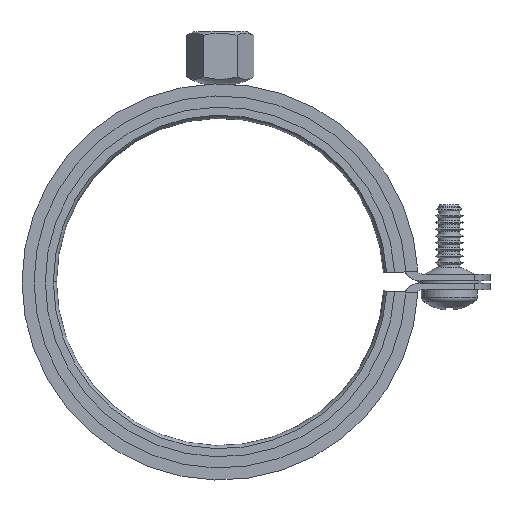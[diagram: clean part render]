
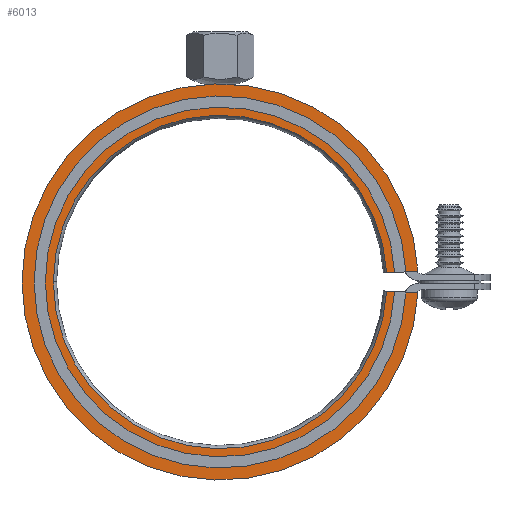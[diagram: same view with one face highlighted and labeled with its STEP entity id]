
A CAD part, front view. The second image highlights one B-rep face of the part: STEP entity #6013.
In plain terms, the highlighted face is planar.
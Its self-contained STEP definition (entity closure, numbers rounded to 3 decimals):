
#4864=CARTESIAN_POINT('',(89.911,161.823,11.5));
#4865=VERTEX_POINT('',#4864);
#4872=CARTESIAN_POINT('',(164.255,159.781,11.5));
#4873=VERTEX_POINT('',#4872);
#4874=CARTESIAN_POINT('',(127.111,161.823,11.5));
#4875=DIRECTION('',(0.0,0.0,1.0));
#4876=DIRECTION('',(1.0,0.0,0.0));
#4877=AXIS2_PLACEMENT_3D('',#4874,#4875,#4876);
#4878=CIRCLE('',#4877,37.2);
#4879=EDGE_CURVE('',#4865,#4873,#4878,.T.);
#4904=CARTESIAN_POINT('',(82.911,161.823,11.5));
#4905=VERTEX_POINT('',#4904);
#4914=CARTESIAN_POINT('',(171.244,164.249,11.5));
#4915=VERTEX_POINT('',#4914);
#4916=CARTESIAN_POINT('',(127.111,161.823,11.5));
#4917=DIRECTION('',(0.0,0.0,1.0));
#4918=DIRECTION('',(1.0,0.0,0.0));
#4919=AXIS2_PLACEMENT_3D('',#4916,#4917,#4918);
#4920=CIRCLE('',#4919,44.2);
#4921=EDGE_CURVE('',#4915,#4905,#4920,.T.);
#5964=CARTESIAN_POINT('',(171.244,159.397,11.5));
#5965=VERTEX_POINT('',#5964);
#5972=CARTESIAN_POINT('',(127.111,161.823,11.5));
#5973=DIRECTION('',(0.0,0.0,1.0));
#5974=DIRECTION('',(1.0,0.0,0.0));
#5975=AXIS2_PLACEMENT_3D('',#5972,#5973,#5974);
#5976=CIRCLE('',#5975,44.2);
#5977=EDGE_CURVE('',#4905,#5965,#5976,.T.);
#5982=CARTESIAN_POINT('',(167.749,164.056,11.5));
#5983=DIRECTION('',(0.0,0.0,1.0));
#5984=DIRECTION('',(1.0,0.0,0.0));
#5985=AXIS2_PLACEMENT_3D('',#5982,#5983,#5984);
#5986=PLANE('',#5985);
#5987=CARTESIAN_POINT('',(171.244,159.397,11.5));
#5988=DIRECTION('',(-0.998,0.055,0.0));
#5989=VECTOR('',#5988,7.);
#5990=LINE('',#5987,#5989);
#5991=EDGE_CURVE('',#5965,#4873,#5990,.T.);
#5992=ORIENTED_EDGE('',*,*,#5991,.T.);
#5993=ORIENTED_EDGE('',*,*,#4879,.F.);
#5994=CARTESIAN_POINT('',(164.255,163.864,11.5));
#5995=VERTEX_POINT('',#5994);
#5996=CARTESIAN_POINT('',(127.111,161.823,11.5));
#5997=DIRECTION('',(0.0,0.0,1.0));
#5998=DIRECTION('',(1.0,0.0,0.0));
#5999=AXIS2_PLACEMENT_3D('',#5996,#5997,#5998);
#6000=CIRCLE('',#5999,37.2);
#6001=EDGE_CURVE('',#5995,#4865,#6000,.T.);
#6002=ORIENTED_EDGE('',*,*,#6001,.F.);
#6003=CARTESIAN_POINT('',(171.244,164.249,11.5));
#6004=DIRECTION('',(-0.998,-0.055,0.0));
#6005=VECTOR('',#6004,7.);
#6006=LINE('',#6003,#6005);
#6007=EDGE_CURVE('',#4915,#5995,#6006,.T.);
#6008=ORIENTED_EDGE('',*,*,#6007,.F.);
#6009=ORIENTED_EDGE('',*,*,#4921,.T.);
#6010=ORIENTED_EDGE('',*,*,#5977,.T.);
#6011=EDGE_LOOP('',(#5992,#5993,#6002,#6008,#6009,#6010));
#6012=FACE_OUTER_BOUND('',#6011,.T.);
#6013=ADVANCED_FACE('',(#6012),#5986,.T.);
